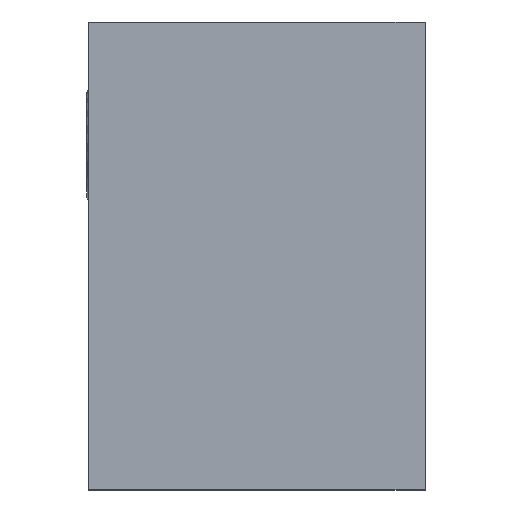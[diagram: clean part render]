
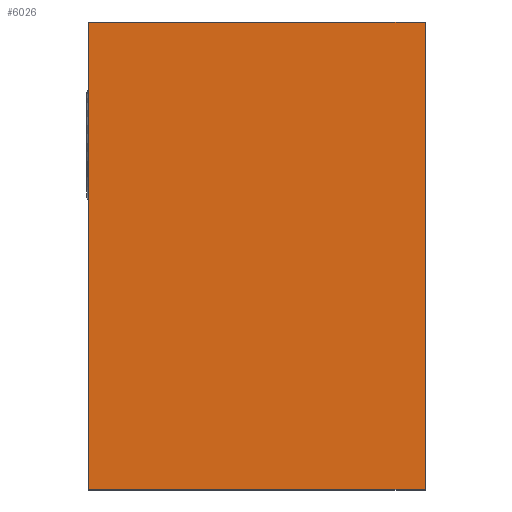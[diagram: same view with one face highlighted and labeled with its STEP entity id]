
A CAD part, top view. The second image highlights one B-rep face of the part: STEP entity #6026.
In plain terms, the highlighted planar face has unit normal (0, 0, 1).
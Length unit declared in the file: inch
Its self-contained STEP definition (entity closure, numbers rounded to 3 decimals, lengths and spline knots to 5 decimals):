
#2896=DIRECTION('',(0.,-1.,0.));
#2897=VECTOR('',#2896,5.469);
#2898=CARTESIAN_POINT('',(0.,0.,4.));
#2899=LINE('',#2898,#2897);
#2900=DIRECTION('',(-1.,0.,0.));
#2901=VECTOR('',#2900,3.938);
#2902=CARTESIAN_POINT('',(3.938,0.,4.));
#2903=LINE('',#2902,#2901);
#2904=DIRECTION('',(0.,1.,0.));
#2905=VECTOR('',#2904,5.469);
#2906=CARTESIAN_POINT('',(3.938,-5.469,4.));
#2907=LINE('',#2906,#2905);
#2908=DIRECTION('',(1.,0.,0.));
#2909=VECTOR('',#2908,3.938);
#2910=CARTESIAN_POINT('',(0.,-5.469,4.));
#2911=LINE('',#2910,#2909);
#3681=CARTESIAN_POINT('',(0.,0.,4.));
#3682=CARTESIAN_POINT('',(0.,-5.469,4.));
#3683=VERTEX_POINT('',#3681);
#3684=VERTEX_POINT('',#3682);
#3685=CARTESIAN_POINT('',(3.938,-5.469,4.));
#3686=VERTEX_POINT('',#3685);
#3687=CARTESIAN_POINT('',(3.938,0.,4.));
#3688=VERTEX_POINT('',#3687);
#6015=CARTESIAN_POINT('',(0.,0.,4.));
#6016=DIRECTION('',(0.,0.,1.));
#6017=DIRECTION('',(1.,0.,0.));
#6018=AXIS2_PLACEMENT_3D('',#6015,#6016,#6017);
#6019=PLANE('',#6018);
#6020=ORIENTED_EDGE('',*,*,#4762,.F.);
#6021=ORIENTED_EDGE('',*,*,#4801,.F.);
#6022=ORIENTED_EDGE('',*,*,#5997,.F.);
#6023=ORIENTED_EDGE('',*,*,#4738,.F.);
#6024=EDGE_LOOP('',(#6020,#6021,#6022,#6023));
#6025=FACE_OUTER_BOUND('',#6024,.F.);
#6026=ADVANCED_FACE('',(#6025),#6019,.T.);
#4738=EDGE_CURVE('',#3684,#3686,#2911,.T.);
#4762=EDGE_CURVE('',#3683,#3684,#2899,.T.);
#4801=EDGE_CURVE('',#3688,#3683,#2903,.T.);
#5997=EDGE_CURVE('',#3686,#3688,#2907,.T.);
